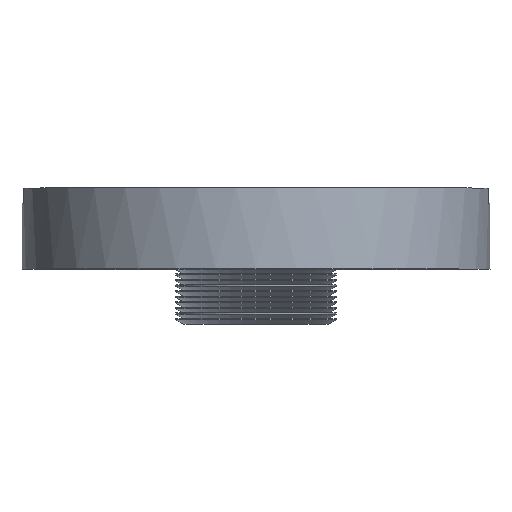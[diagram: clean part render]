
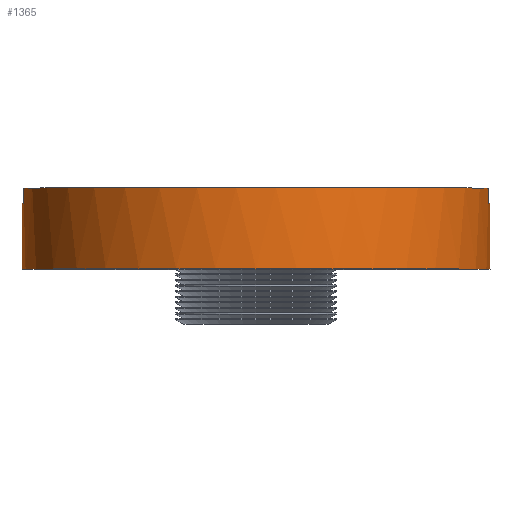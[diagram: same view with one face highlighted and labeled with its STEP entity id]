
A CAD part, top view. The second image highlights one B-rep face of the part: STEP entity #1365.
In plain terms, the highlighted cylindrical face has radius 39.128 mm (diameter 78.255 mm), a full revolution.
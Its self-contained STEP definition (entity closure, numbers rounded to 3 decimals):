
#161=CYLINDRICAL_SURFACE('',#5069,39.128);
#715=LINE('',#7068,#1041);
#727=LINE('',#7108,#1053);
#756=LINE('',#7217,#1082);
#762=LINE('',#7238,#1088);
#1041=VECTOR('',#5603,1.);
#1053=VECTOR('',#5619,1.);
#1082=VECTOR('',#5712,1.);
#1088=VECTOR('',#5732,1.);
#1365=ADVANCED_FACE('',(#1679,#1680),#161,.T.);
#1679=FACE_BOUND('',#1931,.T.);
#1680=FACE_BOUND('',#1932,.T.);
#1931=EDGE_LOOP('',(#2532));
#1932=EDGE_LOOP('',(#2533,#2534,#2535,#2536,#2537,#2538,#2539,#2540));
#2532=ORIENTED_EDGE('',*,*,#4286,.F.);
#2533=ORIENTED_EDGE('',*,*,#4157,.T.);
#2534=ORIENTED_EDGE('',*,*,#4131,.T.);
#2535=ORIENTED_EDGE('',*,*,#4151,.T.);
#2536=ORIENTED_EDGE('',*,*,#4209,.T.);
#2537=ORIENTED_EDGE('',*,*,#4172,.T.);
#2538=ORIENTED_EDGE('',*,*,#4146,.T.);
#2539=ORIENTED_EDGE('',*,*,#4287,.T.);
#2540=ORIENTED_EDGE('',*,*,#4199,.T.);
#3657=VERTEX_POINT('',#7052);
#3663=VERTEX_POINT('',#7067);
#3671=VERTEX_POINT('',#7092);
#3677=VERTEX_POINT('',#7107);
#3681=VERTEX_POINT('',#7117);
#3686=VERTEX_POINT('',#7131);
#3700=VERTEX_POINT('',#7161);
#3724=VERTEX_POINT('',#7214);
#3804=VERTEX_POINT('',#7389);
#4131=EDGE_CURVE('',#3657,#3663,#715,.T.);
#4146=EDGE_CURVE('',#3671,#3677,#727,.T.);
#4151=EDGE_CURVE('',#3663,#3681,#4755,.T.);
#4157=EDGE_CURVE('',#3686,#3657,#4758,.T.);
#4172=EDGE_CURVE('',#3700,#3671,#4766,.T.);
#4199=EDGE_CURVE('',#3724,#3686,#756,.T.);
#4209=EDGE_CURVE('',#3681,#3700,#762,.T.);
#4286=EDGE_CURVE('',#3804,#3804,#4821,.T.);
#4287=EDGE_CURVE('',#3677,#3724,#4822,.T.);
#4755=CIRCLE('',#4988,39.128);
#4758=CIRCLE('',#4993,39.128);
#4766=CIRCLE('',#5002,39.128);
#4821=CIRCLE('',#5067,39.128);
#4822=CIRCLE('',#5068,39.128);
#4988=AXIS2_PLACEMENT_3D('',#7118,#5626,#5627);
#4993=AXIS2_PLACEMENT_3D('',#7130,#5639,#5640);
#5002=AXIS2_PLACEMENT_3D('',#7160,#5664,#5665);
#5067=AXIS2_PLACEMENT_3D('',#7388,#5853,#5854);
#5068=AXIS2_PLACEMENT_3D('',#7390,#5855,#5856);
#5069=AXIS2_PLACEMENT_3D('',#7391,#5857,#5858);
#5603=DIRECTION('',(0.,-1.,0.));
#5619=DIRECTION('',(0.,-1.,0.));
#5626=DIRECTION('',(0.,-1.,0.));
#5627=DIRECTION('',(0.,0.,1.));
#5639=DIRECTION('',(0.,-1.,0.));
#5640=DIRECTION('',(0.,0.,-1.));
#5664=DIRECTION('',(0.,-1.,0.));
#5665=DIRECTION('',(0.,0.,-1.));
#5712=DIRECTION('',(0.,1.,0.));
#5732=DIRECTION('',(0.,1.,0.));
#5853=DIRECTION('',(0.,-1.,0.));
#5854=DIRECTION('',(0.,0.,-1.));
#5855=DIRECTION('',(0.,-1.,0.));
#5856=DIRECTION('',(0.,0.,1.));
#5857=DIRECTION('',(0.,-1.,0.));
#5858=DIRECTION('',(0.,0.,-1.));
#7052=CARTESIAN_POINT('',(-38.807,11.66,5.));
#7067=CARTESIAN_POINT('',(-38.807,9.16,5.));
#7068=CARTESIAN_POINT('',(-38.807,11.66,5.));
#7092=CARTESIAN_POINT('',(38.807,11.66,-5.));
#7107=CARTESIAN_POINT('',(38.807,9.16,-5.));
#7108=CARTESIAN_POINT('',(38.807,11.66,-5.));
#7117=CARTESIAN_POINT('',(-38.807,9.16,-5.));
#7118=CARTESIAN_POINT('',(0.,9.16,0.));
#7130=CARTESIAN_POINT('',(0.,11.66,0.));
#7131=CARTESIAN_POINT('',(38.807,11.66,5.));
#7160=CARTESIAN_POINT('',(0.,11.66,0.));
#7161=CARTESIAN_POINT('',(-38.807,11.66,-5.));
#7214=CARTESIAN_POINT('',(38.807,9.16,5.));
#7217=CARTESIAN_POINT('',(38.807,11.66,5.));
#7238=CARTESIAN_POINT('',(-38.807,11.66,-5.));
#7388=CARTESIAN_POINT('',(0.,-1.892,0.));
#7389=CARTESIAN_POINT('',(0.,-1.892,-39.128));
#7390=CARTESIAN_POINT('',(0.,9.16,0.));
#7391=CARTESIAN_POINT('',(0.,11.66,0.));
